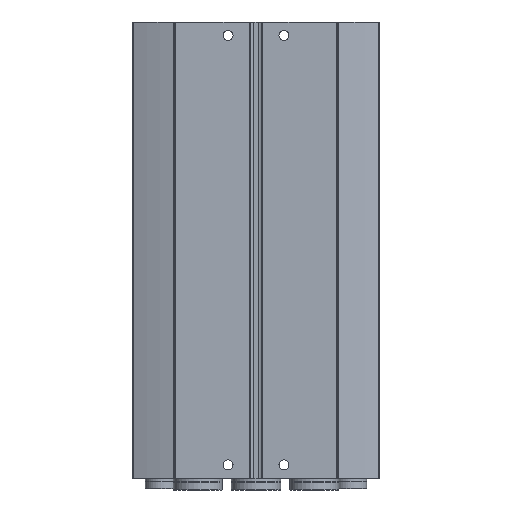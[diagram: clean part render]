
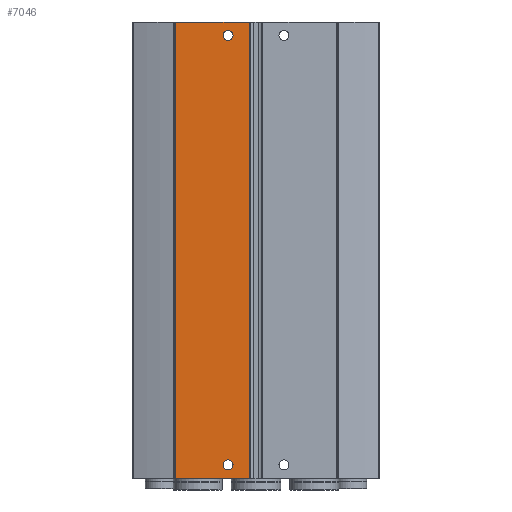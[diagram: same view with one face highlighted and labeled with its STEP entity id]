
A CAD part, front view. The second image highlights one B-rep face of the part: STEP entity #7046.
In plain terms, the highlighted planar face has unit normal (0, -1, 0).
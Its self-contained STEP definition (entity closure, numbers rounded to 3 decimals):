
#327=PLANE('',#7603);
#571=CIRCLE('',#7604,2.25);
#572=CIRCLE('',#7605,2.25);
#1098=ORIENTED_EDGE('',*,*,#2872,.F.);
#1099=ORIENTED_EDGE('',*,*,#2873,.F.);
#1100=ORIENTED_EDGE('',*,*,#2874,.F.);
#1101=ORIENTED_EDGE('',*,*,#2871,.F.);
#1102=ORIENTED_EDGE('',*,*,#2875,.T.);
#1103=ORIENTED_EDGE('',*,*,#2876,.T.);
#2871=EDGE_CURVE('',#3755,#3754,#4394,.T.);
#2872=EDGE_CURVE('',#3756,#3756,#571,.T.);
#2873=EDGE_CURVE('',#3757,#3757,#572,.T.);
#2874=EDGE_CURVE('',#3754,#3758,#4395,.T.);
#2875=EDGE_CURVE('',#3755,#3759,#4396,.T.);
#2876=EDGE_CURVE('',#3759,#3758,#4397,.T.);
#3754=VERTEX_POINT('',#11368);
#3755=VERTEX_POINT('',#11370);
#3756=VERTEX_POINT('',#11374);
#3757=VERTEX_POINT('',#11376);
#3758=VERTEX_POINT('',#11378);
#3759=VERTEX_POINT('',#11380);
#4394=LINE('',#11371,#4847);
#4395=LINE('',#11377,#4848);
#4396=LINE('',#11379,#4849);
#4397=LINE('',#11381,#4850);
#4847=VECTOR('',#8569,1000.);
#4848=VECTOR('',#8576,1000.);
#4849=VECTOR('',#8577,1000.);
#4850=VECTOR('',#8578,1000.);
#5314=EDGE_LOOP('',(#1098));
#5315=EDGE_LOOP('',(#1099));
#5316=EDGE_LOOP('',(#1100,#1101,#1102,#1103));
#6119=FACE_BOUND('',#5314,.T.);
#6120=FACE_BOUND('',#5315,.T.);
#6121=FACE_BOUND('',#5316,.T.);
#7046=ADVANCED_FACE('',(#6119,#6120,#6121),#327,.T.);
#7603=AXIS2_PLACEMENT_3D('',#11372,#8570,#8571);
#7604=AXIS2_PLACEMENT_3D('',#11373,#8572,#8573);
#7605=AXIS2_PLACEMENT_3D('',#11375,#8574,#8575);
#8569=DIRECTION('',(0.,0.,1.));
#8570=DIRECTION('',(0.,-1.,0.));
#8571=DIRECTION('',(0.,0.,-1.));
#8572=DIRECTION('',(0.,-1.,0.));
#8573=DIRECTION('',(0.,0.,-1.));
#8574=DIRECTION('',(0.,-1.,0.));
#8575=DIRECTION('',(0.,0.,-1.));
#8576=DIRECTION('',(1.,0.,0.));
#8577=DIRECTION('',(1.,0.,0.));
#8578=DIRECTION('',(0.,0.,1.));
#11368=CARTESIAN_POINT('',(-36.,0.,0.));
#11370=CARTESIAN_POINT('',(-36.,0.,-204.));
#11371=CARTESIAN_POINT('',(-36.,0.,-204.));
#11372=CARTESIAN_POINT('',(-36.,0.,-204.));
#11373=CARTESIAN_POINT('',(-12.5,0.,-198.));
#11374=CARTESIAN_POINT('',(-12.5,0.,-200.25));
#11375=CARTESIAN_POINT('',(-12.5,0.,-6.));
#11376=CARTESIAN_POINT('',(-12.5,0.,-8.25));
#11377=CARTESIAN_POINT('',(-36.,0.,0.));
#11378=CARTESIAN_POINT('',(-3.,0.,0.));
#11379=CARTESIAN_POINT('',(-36.,0.,-204.));
#11380=CARTESIAN_POINT('',(-3.,0.,-204.));
#11381=CARTESIAN_POINT('',(-3.,0.,-204.));
